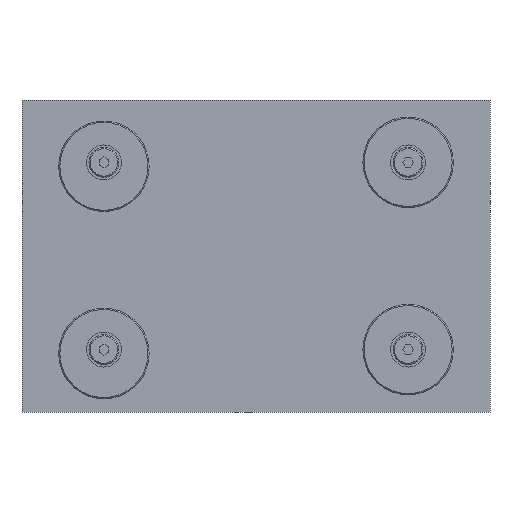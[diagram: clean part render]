
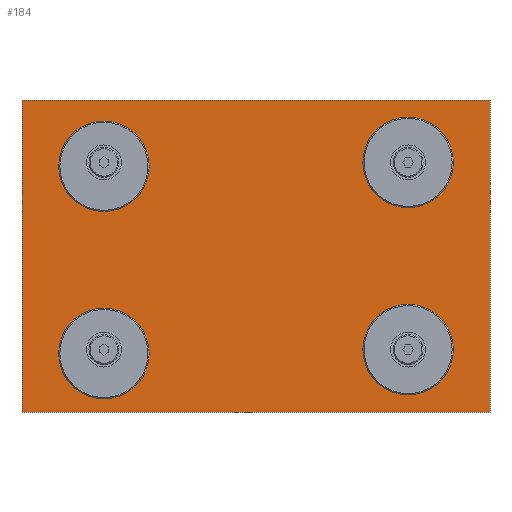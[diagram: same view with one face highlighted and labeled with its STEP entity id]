
A CAD part, front view. The second image highlights one B-rep face of the part: STEP entity #184.
In plain terms, the highlighted planar face has unit normal (0, -1, 0).
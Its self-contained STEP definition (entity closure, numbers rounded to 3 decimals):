
#184=ADVANCED_FACE('',(#547,#548,#549,#550,#551),#552,.F.);
#547=FACE_BOUND('',#1079,.T.);
#548=FACE_BOUND('',#1080,.T.);
#549=FACE_OUTER_BOUND('',#1081,.T.);
#550=FACE_BOUND('',#1082,.T.);
#551=FACE_BOUND('',#1083,.T.);
#552=PLANE('',#1084);
#1079=EDGE_LOOP('',(#2153,#2154));
#1080=EDGE_LOOP('',(#2155,#2156));
#1081=EDGE_LOOP('',(#2157,#2158,#2159,#2160));
#1082=EDGE_LOOP('',(#2161,#2162));
#1083=EDGE_LOOP('',(#2163,#2164));
#1084=AXIS2_PLACEMENT_3D('',#2165,#2166,#2167);
#2153=ORIENTED_EDGE('',*,*,#3305,.T.);
#2154=ORIENTED_EDGE('',*,*,#3480,.T.);
#2155=ORIENTED_EDGE('',*,*,#3195,.T.);
#2156=ORIENTED_EDGE('',*,*,#3481,.T.);
#2157=ORIENTED_EDGE('',*,*,#3482,.T.);
#2158=ORIENTED_EDGE('',*,*,#3483,.F.);
#2159=ORIENTED_EDGE('',*,*,#3484,.F.);
#2160=ORIENTED_EDGE('',*,*,#3485,.F.);
#2161=ORIENTED_EDGE('',*,*,#3250,.T.);
#2162=ORIENTED_EDGE('',*,*,#3486,.T.);
#2163=ORIENTED_EDGE('',*,*,#3360,.T.);
#2164=ORIENTED_EDGE('',*,*,#3479,.T.);
#2165=CARTESIAN_POINT('',(0.0,-30.0,100.0));
#2166=DIRECTION('',(0.0,1.0,0.0));
#2167=DIRECTION('',(0.0,0.0,1.0));
#3195=EDGE_CURVE('',#3735,#3739,#3741,.T.);
#3250=EDGE_CURVE('',#3838,#3842,#3844,.T.);
#3305=EDGE_CURVE('',#3941,#3945,#3947,.T.);
#3360=EDGE_CURVE('',#4044,#4048,#4050,.T.);
#3479=EDGE_CURVE('',#4048,#4044,#4240,.T.);
#3480=EDGE_CURVE('',#3945,#3941,#4241,.T.);
#3481=EDGE_CURVE('',#3739,#3735,#4242,.T.);
#3482=EDGE_CURVE('',#4243,#4244,#4245,.T.);
#3483=EDGE_CURVE('',#4246,#4244,#4247,.T.);
#3484=EDGE_CURVE('',#4248,#4246,#4249,.T.);
#3485=EDGE_CURVE('',#4243,#4248,#4250,.T.);
#3486=EDGE_CURVE('',#3842,#3838,#4251,.T.);
#3735=VERTEX_POINT('',#4591);
#3739=VERTEX_POINT('',#4596);
#3741=CIRCLE('',#4599,14.879);
#3838=VERTEX_POINT('',#4746);
#3842=VERTEX_POINT('',#4751);
#3844=CIRCLE('',#4754,14.879);
#3941=VERTEX_POINT('',#4901);
#3945=VERTEX_POINT('',#4906);
#3947=CIRCLE('',#4909,14.879);
#4044=VERTEX_POINT('',#5056);
#4048=VERTEX_POINT('',#5061);
#4050=CIRCLE('',#5064,14.879);
#4240=CIRCLE('',#5444,14.879);
#4241=CIRCLE('',#5445,14.879);
#4242=CIRCLE('',#5446,14.879);
#4243=VERTEX_POINT('',#5447);
#4244=VERTEX_POINT('',#5448);
#4245=LINE('',#5449,#5450);
#4246=VERTEX_POINT('',#5451);
#4247=LINE('',#5452,#5453);
#4248=VERTEX_POINT('',#5454);
#4249=LINE('',#5455,#5456);
#4250=LINE('',#5457,#5458);
#4251=CIRCLE('',#5459,14.879);
#4591=CARTESIAN_POINT('',(112.379,-30.0,40.0));
#4596=CARTESIAN_POINT('',(82.621,-30.0,40.0));
#4599=AXIS2_PLACEMENT_3D('',#6223,#6224,#6225);
#4746=CARTESIAN_POINT('',(112.379,-30.0,160.0));
#4751=CARTESIAN_POINT('',(82.621,-30.0,160.0));
#4754=AXIS2_PLACEMENT_3D('',#6322,#6323,#6324);
#4901=CARTESIAN_POINT('',(-97.5,-30.0,22.621));
#4906=CARTESIAN_POINT('',(-97.5,-30.0,52.379));
#4909=AXIS2_PLACEMENT_3D('',#6421,#6422,#6423);
#5056=CARTESIAN_POINT('',(-97.5,-30.0,142.621));
#5061=CARTESIAN_POINT('',(-97.5,-30.0,172.379));
#5064=AXIS2_PLACEMENT_3D('',#6520,#6521,#6522);
#5444=AXIS2_PLACEMENT_3D('',#6725,#6726,#6727);
#5445=AXIS2_PLACEMENT_3D('',#6728,#6729,#6730);
#5446=AXIS2_PLACEMENT_3D('',#6731,#6732,#6733);
#5447=CARTESIAN_POINT('',(-150.0,-30.0,200.0));
#5448=CARTESIAN_POINT('',(-150.0,-30.0,0.0));
#5449=CARTESIAN_POINT('',(-150.0,-30.0,100.0));
#5450=VECTOR('',#6734,1.0);
#5451=CARTESIAN_POINT('',(150.0,-30.0,0.0));
#5452=CARTESIAN_POINT('',(0.0,-30.0,0.0));
#5453=VECTOR('',#6735,1.0);
#5454=CARTESIAN_POINT('',(150.0,-30.0,200.0));
#5455=CARTESIAN_POINT('',(150.0,-30.0,100.0));
#5456=VECTOR('',#6736,1.0);
#5457=CARTESIAN_POINT('',(0.0,-30.0,200.0));
#5458=VECTOR('',#6737,1.0);
#5459=AXIS2_PLACEMENT_3D('',#6738,#6739,#6740);
#6223=CARTESIAN_POINT('',(97.5,-30.0,40.0));
#6224=DIRECTION('',(-0.0,1.0,0.0));
#6225=DIRECTION('',(1.0,0.0,0.0));
#6322=CARTESIAN_POINT('',(97.5,-30.0,160.0));
#6323=DIRECTION('',(-0.0,1.0,0.0));
#6324=DIRECTION('',(1.0,0.0,0.0));
#6421=CARTESIAN_POINT('',(-97.5,-30.0,37.5));
#6422=DIRECTION('',(0.0,1.0,0.0));
#6423=DIRECTION('',(0.,0.0,-1.0));
#6520=CARTESIAN_POINT('',(-97.5,-30.0,157.5));
#6521=DIRECTION('',(0.0,1.0,0.0));
#6522=DIRECTION('',(0.,0.0,-1.0));
#6725=CARTESIAN_POINT('',(-97.5,-30.0,157.5));
#6726=DIRECTION('',(0.0,1.0,0.0));
#6727=DIRECTION('',(0.,0.0,-1.0));
#6728=CARTESIAN_POINT('',(-97.5,-30.0,37.5));
#6729=DIRECTION('',(0.0,1.0,0.0));
#6730=DIRECTION('',(0.,0.0,-1.0));
#6731=CARTESIAN_POINT('',(97.5,-30.0,40.0));
#6732=DIRECTION('',(-0.0,1.0,0.0));
#6733=DIRECTION('',(1.0,0.0,0.0));
#6734=DIRECTION('',(0.0,0.0,-1.0));
#6735=DIRECTION('',(-1.0,0.0,0.0));
#6736=DIRECTION('',(0.0,0.0,-1.0));
#6737=DIRECTION('',(1.0,0.0,0.0));
#6738=CARTESIAN_POINT('',(97.5,-30.0,160.0));
#6739=DIRECTION('',(-0.0,1.0,0.0));
#6740=DIRECTION('',(1.0,0.0,0.0));
